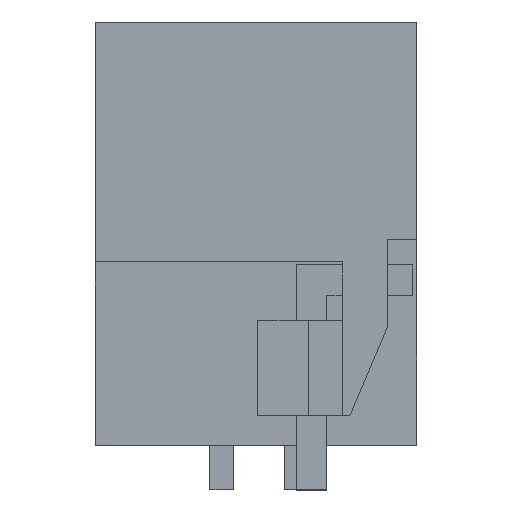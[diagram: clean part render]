
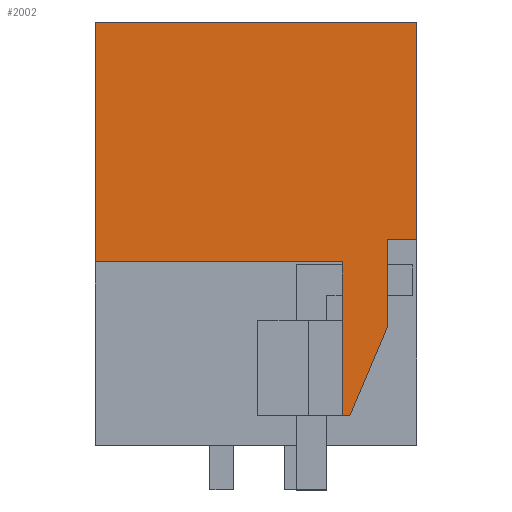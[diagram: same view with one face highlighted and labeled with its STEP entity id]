
A CAD part, left-side view. The second image highlights one B-rep face of the part: STEP entity #2002.
In plain terms, the highlighted planar face has unit normal (-1, 0, 0).
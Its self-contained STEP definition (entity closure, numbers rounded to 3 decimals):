
#1949=AXIS2_PLACEMENT_3D('Plane Axis2P3D',#1946,#1947,#1948) ;
#183=CARTESIAN_POINT('Vertex',(0.,10.8,15.7)) ;
#186=CARTESIAN_POINT('Line Origine',(0.,5.4,15.7)) ;
#190=CARTESIAN_POINT('Vertex',(0.,0.,15.7)) ;
#829=CARTESIAN_POINT('Line Origine',(0.,0.,12.05)) ;
#833=CARTESIAN_POINT('Vertex',(0.,0.,8.4)) ;
#1234=CARTESIAN_POINT('Vertex',(0.,10.8,7.65)) ;
#1237=CARTESIAN_POINT('Line Origine',(0.,10.8,11.675)) ;
#1946=CARTESIAN_POINT('Axis2P3D Location',(0.,10.8,-2.)) ;
#1951=CARTESIAN_POINT('Line Origine',(0.,6.65,7.65)) ;
#1955=CARTESIAN_POINT('Vertex',(0.,2.5,7.65)) ;
#1958=CARTESIAN_POINT('Line Origine',(0.,2.5,5.075)) ;
#1962=CARTESIAN_POINT('Vertex',(0.,2.5,2.5)) ;
#1965=CARTESIAN_POINT('Line Origine',(0.,2.375,2.5)) ;
#1969=CARTESIAN_POINT('Vertex',(0.,2.25,2.5)) ;
#1972=CARTESIAN_POINT('Line Origine',(0.,1.623,3.979)) ;
#1976=CARTESIAN_POINT('Vertex',(0.,0.997,5.458)) ;
#1979=CARTESIAN_POINT('Line Origine',(0.,0.997,6.929)) ;
#1983=CARTESIAN_POINT('Vertex',(0.,0.997,8.4)) ;
#1986=CARTESIAN_POINT('Line Origine',(0.,0.498,8.4)) ;
#187=DIRECTION('Vector Direction',(0.,-1.,0.)) ;
#830=DIRECTION('Vector Direction',(0.,0.,1.)) ;
#1238=DIRECTION('Vector Direction',(0.,0.,1.)) ;
#1947=DIRECTION('Axis2P3D Direction',(-1.,0.,0.)) ;
#1948=DIRECTION('Axis2P3D XDirection',(0.,-1.,0.)) ;
#1952=DIRECTION('Vector Direction',(0.,1.,0.)) ;
#1959=DIRECTION('Vector Direction',(0.,0.,1.)) ;
#1966=DIRECTION('Vector Direction',(0.,-1.,0.)) ;
#1973=DIRECTION('Vector Direction',(0.,0.39,-0.921)) ;
#1980=DIRECTION('Vector Direction',(0.,0.,1.)) ;
#1987=DIRECTION('Vector Direction',(0.,-1.,0.)) ;
#188=VECTOR('Line Direction',#187,1.) ;
#831=VECTOR('Line Direction',#830,1.) ;
#1239=VECTOR('Line Direction',#1238,1.) ;
#1953=VECTOR('Line Direction',#1952,1.) ;
#1960=VECTOR('Line Direction',#1959,1.) ;
#1967=VECTOR('Line Direction',#1966,1.) ;
#1974=VECTOR('Line Direction',#1973,1.) ;
#1981=VECTOR('Line Direction',#1980,1.) ;
#1988=VECTOR('Line Direction',#1987,1.) ;
#1992=ORIENTED_EDGE('',*,*,#835,.T.) ;
#1993=ORIENTED_EDGE('',*,*,#192,.T.) ;
#1994=ORIENTED_EDGE('',*,*,#1241,.T.) ;
#1995=ORIENTED_EDGE('',*,*,#1957,.F.) ;
#1996=ORIENTED_EDGE('',*,*,#1964,.F.) ;
#1997=ORIENTED_EDGE('',*,*,#1971,.F.) ;
#1998=ORIENTED_EDGE('',*,*,#1978,.F.) ;
#1999=ORIENTED_EDGE('',*,*,#1985,.F.) ;
#2000=ORIENTED_EDGE('',*,*,#1990,.F.) ;
#2002=ADVANCED_FACE('HOUSING',(#2001),#1950,.T.) ;
#192=EDGE_CURVE('',#191,#184,#189,.F.) ;
#835=EDGE_CURVE('',#834,#191,#832,.T.) ;
#1241=EDGE_CURVE('',#184,#1235,#1240,.F.) ;
#1957=EDGE_CURVE('',#1956,#1235,#1954,.T.) ;
#1964=EDGE_CURVE('',#1963,#1956,#1961,.T.) ;
#1971=EDGE_CURVE('',#1970,#1963,#1968,.F.) ;
#1978=EDGE_CURVE('',#1977,#1970,#1975,.T.) ;
#1985=EDGE_CURVE('',#1984,#1977,#1982,.F.) ;
#1990=EDGE_CURVE('',#834,#1984,#1989,.F.) ;
#1991=EDGE_LOOP('',(#1992,#1993,#1994,#1995,#1996,#1997,#1998,#1999,#2000)) ;
#2001=FACE_OUTER_BOUND('',#1991,.T.) ;
#189=LINE('Line',#186,#188) ;
#832=LINE('Line',#829,#831) ;
#1240=LINE('Line',#1237,#1239) ;
#1954=LINE('Line',#1951,#1953) ;
#1961=LINE('Line',#1958,#1960) ;
#1968=LINE('Line',#1965,#1967) ;
#1975=LINE('Line',#1972,#1974) ;
#1982=LINE('Line',#1979,#1981) ;
#1989=LINE('Line',#1986,#1988) ;
#1950=PLANE('',#1949) ;
#184=VERTEX_POINT('',#183) ;
#191=VERTEX_POINT('',#190) ;
#834=VERTEX_POINT('',#833) ;
#1235=VERTEX_POINT('',#1234) ;
#1956=VERTEX_POINT('',#1955) ;
#1963=VERTEX_POINT('',#1962) ;
#1970=VERTEX_POINT('',#1969) ;
#1977=VERTEX_POINT('',#1976) ;
#1984=VERTEX_POINT('',#1983) ;
